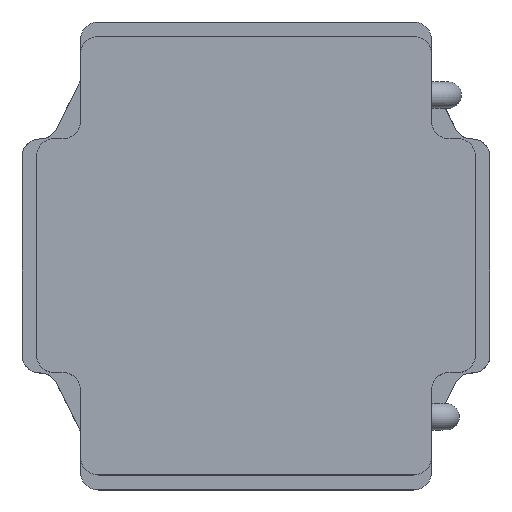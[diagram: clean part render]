
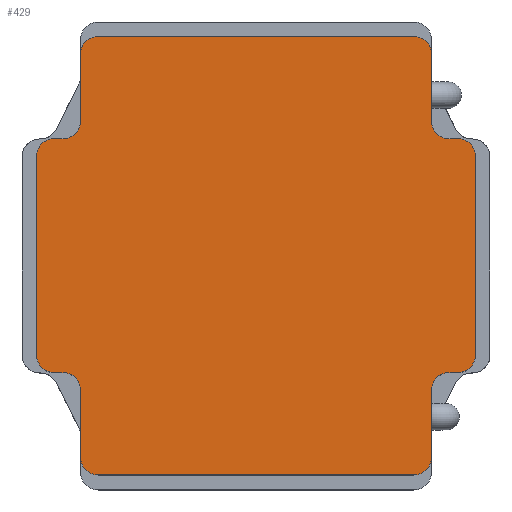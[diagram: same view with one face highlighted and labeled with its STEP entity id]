
A CAD part, top view. The second image highlights one B-rep face of the part: STEP entity #429.
In plain terms, the highlighted planar face has unit normal (0, 0, 1).
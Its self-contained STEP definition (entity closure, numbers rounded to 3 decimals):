
#313=PLANE('',#3516);
#429=ADVANCED_FACE('',(#717),#313,.T.);
#717=FACE_OUTER_BOUND('',#882,.T.);
#882=EDGE_LOOP('',(#1991,#1992,#1993,#1994,#1995,#1996,#1997,#1998,#1999,
#2000,#2001,#2002,#2003,#2004,#2005,#2006,#2007,#2008,#2009,#2010,#2011,
#2012,#2013,#2014));
#1092=CIRCLE('',#3469,0.3);
#1094=CIRCLE('',#3473,0.3);
#1096=CIRCLE('',#3477,0.3);
#1098=CIRCLE('',#3481,0.3);
#1100=CIRCLE('',#3485,0.3);
#1102=CIRCLE('',#3489,0.3);
#1104=CIRCLE('',#3493,0.3);
#1106=CIRCLE('',#3497,0.3);
#1108=CIRCLE('',#3501,0.3);
#1110=CIRCLE('',#3505,0.3);
#1112=CIRCLE('',#3509,0.3);
#1114=CIRCLE('',#3513,0.3);
#1299=LINE('',#5134,#1527);
#1303=LINE('',#5146,#1531);
#1307=LINE('',#5158,#1535);
#1311=LINE('',#5170,#1539);
#1315=LINE('',#5182,#1543);
#1319=LINE('',#5194,#1547);
#1323=LINE('',#5206,#1551);
#1327=LINE('',#5218,#1555);
#1331=LINE('',#5230,#1559);
#1335=LINE('',#5242,#1563);
#1339=LINE('',#5254,#1567);
#1342=LINE('',#5263,#1570);
#1527=VECTOR('',#3995,1.);
#1531=VECTOR('',#4007,1.);
#1535=VECTOR('',#4019,1.);
#1539=VECTOR('',#4031,1.);
#1543=VECTOR('',#4043,1.);
#1547=VECTOR('',#4055,1.);
#1551=VECTOR('',#4067,1.);
#1555=VECTOR('',#4079,1.);
#1559=VECTOR('',#4091,1.);
#1563=VECTOR('',#4103,1.);
#1567=VECTOR('',#4115,1.);
#1570=VECTOR('',#4126,1.);
#1991=ORIENTED_EDGE('',*,*,#3008,.T.);
#1992=ORIENTED_EDGE('',*,*,#3012,.T.);
#1993=ORIENTED_EDGE('',*,*,#3015,.T.);
#1994=ORIENTED_EDGE('',*,*,#3018,.T.);
#1995=ORIENTED_EDGE('',*,*,#3021,.T.);
#1996=ORIENTED_EDGE('',*,*,#3024,.T.);
#1997=ORIENTED_EDGE('',*,*,#3027,.T.);
#1998=ORIENTED_EDGE('',*,*,#3030,.T.);
#1999=ORIENTED_EDGE('',*,*,#3033,.T.);
#2000=ORIENTED_EDGE('',*,*,#3036,.T.);
#2001=ORIENTED_EDGE('',*,*,#3039,.T.);
#2002=ORIENTED_EDGE('',*,*,#3042,.T.);
#2003=ORIENTED_EDGE('',*,*,#3045,.T.);
#2004=ORIENTED_EDGE('',*,*,#3048,.T.);
#2005=ORIENTED_EDGE('',*,*,#3051,.T.);
#2006=ORIENTED_EDGE('',*,*,#3054,.T.);
#2007=ORIENTED_EDGE('',*,*,#3057,.T.);
#2008=ORIENTED_EDGE('',*,*,#3060,.T.);
#2009=ORIENTED_EDGE('',*,*,#3063,.T.);
#2010=ORIENTED_EDGE('',*,*,#3066,.T.);
#2011=ORIENTED_EDGE('',*,*,#3069,.T.);
#2012=ORIENTED_EDGE('',*,*,#3072,.T.);
#2013=ORIENTED_EDGE('',*,*,#3075,.T.);
#2014=ORIENTED_EDGE('',*,*,#3077,.T.);
#2659=VERTEX_POINT('',#5125);
#2660=VERTEX_POINT('',#5127);
#2662=VERTEX_POINT('',#5133);
#2664=VERTEX_POINT('',#5139);
#2666=VERTEX_POINT('',#5145);
#2668=VERTEX_POINT('',#5151);
#2670=VERTEX_POINT('',#5157);
#2672=VERTEX_POINT('',#5163);
#2674=VERTEX_POINT('',#5169);
#2676=VERTEX_POINT('',#5175);
#2678=VERTEX_POINT('',#5181);
#2680=VERTEX_POINT('',#5187);
#2682=VERTEX_POINT('',#5193);
#2684=VERTEX_POINT('',#5199);
#2686=VERTEX_POINT('',#5205);
#2688=VERTEX_POINT('',#5211);
#2690=VERTEX_POINT('',#5217);
#2692=VERTEX_POINT('',#5223);
#2694=VERTEX_POINT('',#5229);
#2696=VERTEX_POINT('',#5235);
#2698=VERTEX_POINT('',#5241);
#2700=VERTEX_POINT('',#5247);
#2702=VERTEX_POINT('',#5253);
#2704=VERTEX_POINT('',#5259);
#3008=EDGE_CURVE('',#2660,#2659,#1092,.T.);
#3012=EDGE_CURVE('',#2659,#2662,#1299,.T.);
#3015=EDGE_CURVE('',#2662,#2664,#1094,.T.);
#3018=EDGE_CURVE('',#2664,#2666,#1303,.T.);
#3021=EDGE_CURVE('',#2666,#2668,#1096,.T.);
#3024=EDGE_CURVE('',#2668,#2670,#1307,.T.);
#3027=EDGE_CURVE('',#2670,#2672,#1098,.T.);
#3030=EDGE_CURVE('',#2672,#2674,#1311,.T.);
#3033=EDGE_CURVE('',#2674,#2676,#1100,.T.);
#3036=EDGE_CURVE('',#2676,#2678,#1315,.T.);
#3039=EDGE_CURVE('',#2678,#2680,#1102,.T.);
#3042=EDGE_CURVE('',#2680,#2682,#1319,.T.);
#3045=EDGE_CURVE('',#2682,#2684,#1104,.T.);
#3048=EDGE_CURVE('',#2684,#2686,#1323,.T.);
#3051=EDGE_CURVE('',#2686,#2688,#1106,.T.);
#3054=EDGE_CURVE('',#2688,#2690,#1327,.T.);
#3057=EDGE_CURVE('',#2690,#2692,#1108,.T.);
#3060=EDGE_CURVE('',#2692,#2694,#1331,.T.);
#3063=EDGE_CURVE('',#2694,#2696,#1110,.T.);
#3066=EDGE_CURVE('',#2696,#2698,#1335,.T.);
#3069=EDGE_CURVE('',#2698,#2700,#1112,.T.);
#3072=EDGE_CURVE('',#2700,#2702,#1339,.T.);
#3075=EDGE_CURVE('',#2702,#2704,#1114,.T.);
#3077=EDGE_CURVE('',#2704,#2660,#1342,.T.);
#3469=AXIS2_PLACEMENT_3D('',#5126,#3988,#3989);
#3473=AXIS2_PLACEMENT_3D('',#5140,#4001,#4002);
#3477=AXIS2_PLACEMENT_3D('',#5152,#4013,#4014);
#3481=AXIS2_PLACEMENT_3D('',#5164,#4025,#4026);
#3485=AXIS2_PLACEMENT_3D('',#5176,#4037,#4038);
#3489=AXIS2_PLACEMENT_3D('',#5188,#4049,#4050);
#3493=AXIS2_PLACEMENT_3D('',#5200,#4061,#4062);
#3497=AXIS2_PLACEMENT_3D('',#5212,#4073,#4074);
#3501=AXIS2_PLACEMENT_3D('',#5224,#4085,#4086);
#3505=AXIS2_PLACEMENT_3D('',#5236,#4097,#4098);
#3509=AXIS2_PLACEMENT_3D('',#5248,#4109,#4110);
#3513=AXIS2_PLACEMENT_3D('',#5260,#4121,#4122);
#3516=AXIS2_PLACEMENT_3D('',#5265,#4129,#4130);
#3988=DIRECTION('',(0.,0.,1.));
#3989=DIRECTION('',(1.,0.,0.));
#3995=DIRECTION('',(1.,0.,0.));
#4001=DIRECTION('',(0.,0.,1.));
#4002=DIRECTION('',(1.,0.,0.));
#4007=DIRECTION('',(0.,1.,0.));
#4013=DIRECTION('',(0.,0.,-1.));
#4014=DIRECTION('',(1.,0.,0.));
#4019=DIRECTION('',(1.,0.,0.));
#4025=DIRECTION('',(0.,0.,1.));
#4026=DIRECTION('',(1.,0.,0.));
#4031=DIRECTION('',(0.,1.,0.));
#4037=DIRECTION('',(0.,0.,1.));
#4038=DIRECTION('',(1.,0.,0.));
#4043=DIRECTION('',(-1.,0.,0.));
#4049=DIRECTION('',(0.,0.,-1.));
#4050=DIRECTION('',(1.,0.,0.));
#4055=DIRECTION('',(0.,1.,0.));
#4061=DIRECTION('',(0.,0.,1.));
#4062=DIRECTION('',(1.,0.,0.));
#4067=DIRECTION('',(-1.,0.,0.));
#4073=DIRECTION('',(0.,0.,1.));
#4074=DIRECTION('',(1.,0.,0.));
#4079=DIRECTION('',(0.,-1.,0.));
#4085=DIRECTION('',(0.,0.,-1.));
#4086=DIRECTION('',(1.,0.,0.));
#4091=DIRECTION('',(-1.,0.,0.));
#4097=DIRECTION('',(0.,0.,1.));
#4098=DIRECTION('',(1.,0.,0.));
#4103=DIRECTION('',(0.,-1.,0.));
#4109=DIRECTION('',(0.,0.,1.));
#4110=DIRECTION('',(1.,0.,0.));
#4115=DIRECTION('',(1.,0.,0.));
#4121=DIRECTION('',(0.,0.,-1.));
#4122=DIRECTION('',(1.,0.,0.));
#4126=DIRECTION('',(0.,-1.,0.));
#4129=DIRECTION('',(0.,0.,1.));
#4130=DIRECTION('',(-1.,0.,0.));
#5125=CARTESIAN_POINT('',(-2.7,-3.75,3.8));
#5126=CARTESIAN_POINT('',(-2.7,-3.45,3.8));
#5127=CARTESIAN_POINT('',(-3.,-3.45,3.8));
#5133=CARTESIAN_POINT('',(2.7,-3.75,3.8));
#5134=CARTESIAN_POINT('',(-2.7,-3.75,3.8));
#5139=CARTESIAN_POINT('',(3.,-3.45,3.8));
#5140=CARTESIAN_POINT('',(2.7,-3.45,3.8));
#5145=CARTESIAN_POINT('',(3.,-2.3,3.8));
#5146=CARTESIAN_POINT('',(3.,-3.45,3.8));
#5151=CARTESIAN_POINT('',(3.3,-2.,3.8));
#5152=CARTESIAN_POINT('',(3.3,-2.3,3.8));
#5157=CARTESIAN_POINT('',(3.45,-2.,3.8));
#5158=CARTESIAN_POINT('',(3.3,-2.,3.8));
#5163=CARTESIAN_POINT('',(3.75,-1.7,3.8));
#5164=CARTESIAN_POINT('',(3.45,-1.7,3.8));
#5169=CARTESIAN_POINT('',(3.75,1.7,3.8));
#5170=CARTESIAN_POINT('',(3.75,-1.7,3.8));
#5175=CARTESIAN_POINT('',(3.45,2.,3.8));
#5176=CARTESIAN_POINT('',(3.45,1.7,3.8));
#5181=CARTESIAN_POINT('',(3.3,2.,3.8));
#5182=CARTESIAN_POINT('',(3.45,2.,3.8));
#5187=CARTESIAN_POINT('',(3.,2.3,3.8));
#5188=CARTESIAN_POINT('',(3.3,2.3,3.8));
#5193=CARTESIAN_POINT('',(3.,3.45,3.8));
#5194=CARTESIAN_POINT('',(3.,2.3,3.8));
#5199=CARTESIAN_POINT('',(2.7,3.75,3.8));
#5200=CARTESIAN_POINT('',(2.7,3.45,3.8));
#5205=CARTESIAN_POINT('',(-2.7,3.75,3.8));
#5206=CARTESIAN_POINT('',(2.7,3.75,3.8));
#5211=CARTESIAN_POINT('',(-3.,3.45,3.8));
#5212=CARTESIAN_POINT('',(-2.7,3.45,3.8));
#5217=CARTESIAN_POINT('',(-3.,2.3,3.8));
#5218=CARTESIAN_POINT('',(-3.,3.45,3.8));
#5223=CARTESIAN_POINT('',(-3.3,2.,3.8));
#5224=CARTESIAN_POINT('',(-3.3,2.3,3.8));
#5229=CARTESIAN_POINT('',(-3.45,2.,3.8));
#5230=CARTESIAN_POINT('',(-3.3,2.,3.8));
#5235=CARTESIAN_POINT('',(-3.75,1.7,3.8));
#5236=CARTESIAN_POINT('',(-3.45,1.7,3.8));
#5241=CARTESIAN_POINT('',(-3.75,-1.7,3.8));
#5242=CARTESIAN_POINT('',(-3.75,1.7,3.8));
#5247=CARTESIAN_POINT('',(-3.45,-2.,3.8));
#5248=CARTESIAN_POINT('',(-3.45,-1.7,3.8));
#5253=CARTESIAN_POINT('',(-3.3,-2.,3.8));
#5254=CARTESIAN_POINT('',(-3.45,-2.,3.8));
#5259=CARTESIAN_POINT('',(-3.,-2.3,3.8));
#5260=CARTESIAN_POINT('',(-3.3,-2.3,3.8));
#5263=CARTESIAN_POINT('',(-3.,-2.3,3.8));
#5265=CARTESIAN_POINT('',(-2.7,-3.45,3.8));
